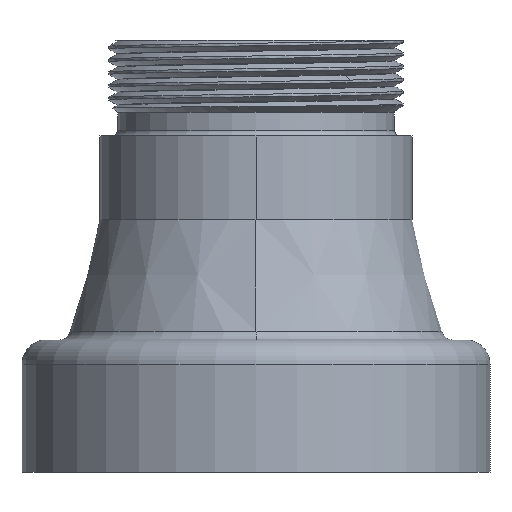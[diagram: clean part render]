
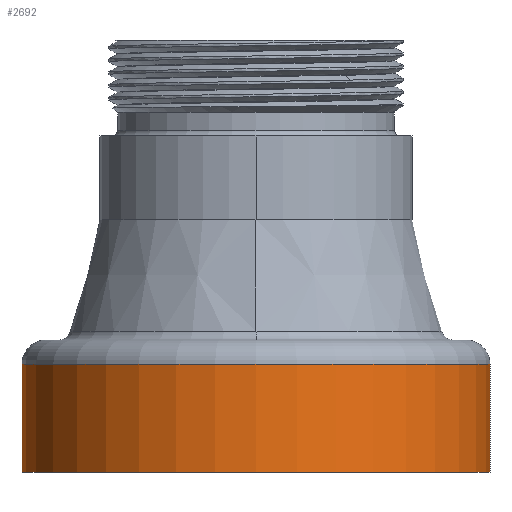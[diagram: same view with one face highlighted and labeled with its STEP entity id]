
A CAD part, front view. The second image highlights one B-rep face of the part: STEP entity #2692.
In plain terms, the highlighted cylindrical face has radius 61.913 mm (diameter 123.825 mm), a partial arc.
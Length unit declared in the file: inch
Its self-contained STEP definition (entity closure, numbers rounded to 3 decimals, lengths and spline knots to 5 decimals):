
#11=DIRECTION('',(0.,0.,-1.));
#12=VECTOR('',#11,1.125);
#13=CARTESIAN_POINT('',(-2.4375,0.,1.21875));
#14=LINE('',#13,#12);
#97=CARTESIAN_POINT('',(0.,0.,0.09375));
#98=DIRECTION('',(0.,0.,-1.));
#99=DIRECTION('',(1.,0.,0.));
#100=AXIS2_PLACEMENT_3D('',#97,#98,#99);
#102=CARTESIAN_POINT('',(0.,0.,1.21875));
#103=DIRECTION('',(0.,0.,-1.));
#104=DIRECTION('',(1.,0.,0.));
#105=AXIS2_PLACEMENT_3D('',#102,#103,#104);
#107=DIRECTION('',(0.,0.,-1.));
#108=VECTOR('',#107,1.125);
#109=CARTESIAN_POINT('',(2.4375,0.,1.21875));
#110=LINE('',#109,#108);
#2507=CARTESIAN_POINT('',(2.4375,0.,1.21875));
#2508=CARTESIAN_POINT('',(-2.4375,0.,1.21875));
#2509=VERTEX_POINT('',#2507);
#2510=VERTEX_POINT('',#2508);
#2523=CARTESIAN_POINT('',(-2.4375,0.,0.09375));
#2524=CARTESIAN_POINT('',(2.4375,0.,0.09375));
#2525=VERTEX_POINT('',#2523);
#2526=VERTEX_POINT('',#2524);
#2680=CARTESIAN_POINT('',(0.,0.,0.));
#2681=DIRECTION('',(0.,0.,-1.));
#2682=DIRECTION('',(-1.,0.,0.));
#2683=AXIS2_PLACEMENT_3D('',#2680,#2681,#2682);
#2684=CYLINDRICAL_SURFACE('',#2683,2.4375);
#2685=ORIENTED_EDGE('',*,*,#2669,.T.);
#2686=ORIENTED_EDGE('',*,*,#2652,.F.);
#2688=ORIENTED_EDGE('',*,*,#2687,.F.);
#2689=ORIENTED_EDGE('',*,*,#2648,.T.);
#2690=EDGE_LOOP('',(#2685,#2686,#2688,#2689));
#2691=FACE_OUTER_BOUND('',#2690,.F.);
#2692=ADVANCED_FACE('',(#2691),#2684,.T.);
#101=CIRCLE('',#100,2.4375);
#106=CIRCLE('',#105,2.4375);
#2648=EDGE_CURVE('',#2509,#2526,#110,.T.);
#2652=EDGE_CURVE('',#2510,#2525,#14,.T.);
#2669=EDGE_CURVE('',#2526,#2525,#101,.T.);
#2687=EDGE_CURVE('',#2509,#2510,#106,.T.);
